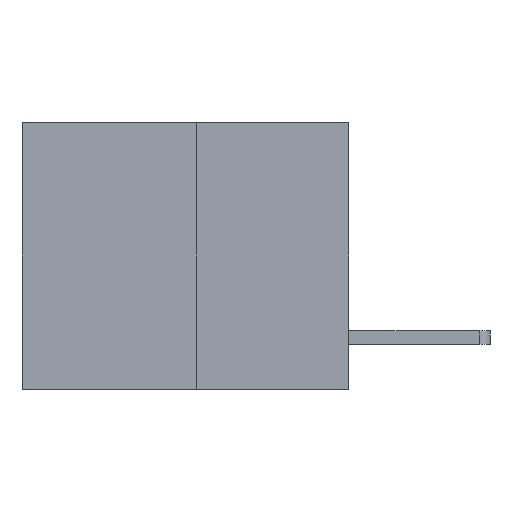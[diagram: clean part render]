
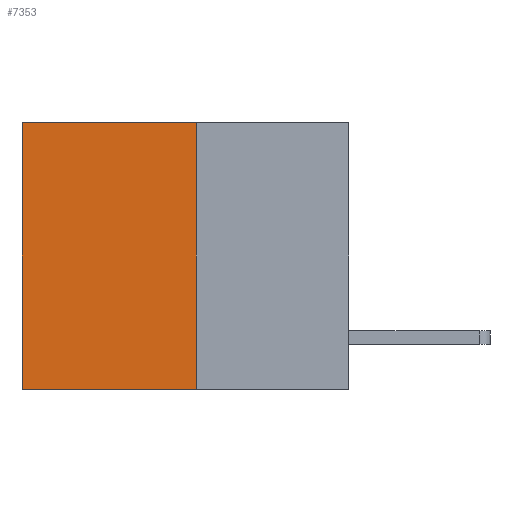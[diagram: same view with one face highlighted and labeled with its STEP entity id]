
A CAD part, left-side view. The second image highlights one B-rep face of the part: STEP entity #7353.
In plain terms, the highlighted planar face has unit normal (-1, 0, 0).
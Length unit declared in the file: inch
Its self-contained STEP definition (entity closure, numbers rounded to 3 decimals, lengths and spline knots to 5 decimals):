
#326 = CARTESIAN_POINT ( 'NONE',  ( 0.3165, 0.6, 0. ) ) ;
#836 = AXIS2_PLACEMENT_3D ( 'NONE', #4680, #6276, #4617 ) ;
#1743 = ORIENTED_EDGE ( 'NONE', *, *, #6791, .F. ) ;
#1805 = DIRECTION ( 'NONE',  ( 0., 1., 0. ) ) ;
#1827 = CARTESIAN_POINT ( 'NONE',  ( 0.3165, 0.28, 0. ) ) ;
#1897 = ORIENTED_EDGE ( 'NONE', *, *, #5468, .T. ) ;
#2092 = CARTESIAN_POINT ( 'NONE',  ( 0.3165, 0.6, -0.49 ) ) ;
#2101 = FACE_OUTER_BOUND ( 'NONE', #5352, .T. ) ;
#2531 = LINE ( 'NONE', #7349, #6195 ) ;
#2545 = ORIENTED_EDGE ( 'NONE', *, *, #6064, .F. ) ;
#2702 = VERTEX_POINT ( 'NONE', #326 ) ;
#2985 = VECTOR ( 'NONE', #5902, 39.37008 ) ;
#3112 = DIRECTION ( 'NONE',  ( 0., 1., 0. ) ) ;
#3215 = VERTEX_POINT ( 'NONE', #3986 ) ;
#3256 = VECTOR ( 'NONE', #3112, 39.37008 ) ;
#3986 = CARTESIAN_POINT ( 'NONE',  ( 0.3165, 0.28, 0. ) ) ;
#4192 = PLANE ( 'NONE',  #836 ) ;
#4349 = VERTEX_POINT ( 'NONE', #4649 ) ;
#4440 = DIRECTION ( 'NONE',  ( 0., 0., -1. ) ) ;
#4462 = EDGE_CURVE ( 'NONE', #2702, #5136, #2531, .T. ) ;
#4551 = LINE ( 'NONE', #6528, #2985 ) ;
#4581 = LINE ( 'NONE', #1827, #7406 ) ;
#4617 = DIRECTION ( 'NONE',  ( 0., 0., -1. ) ) ;
#4649 = CARTESIAN_POINT ( 'NONE',  ( 0.3165, 0.28, -0.49 ) ) ;
#4680 = CARTESIAN_POINT ( 'NONE',  ( 0.3165, 0.28, -0.49 ) ) ;
#5136 = VERTEX_POINT ( 'NONE', #2092 ) ;
#5352 = EDGE_LOOP ( 'NONE', ( #6466, #2545, #1743, #1897 ) ) ;
#5468 = EDGE_CURVE ( 'NONE', #3215, #2702, #4581, .T. ) ;
#5902 = DIRECTION ( 'NONE',  ( 0., 0., -1. ) ) ;
#6064 = EDGE_CURVE ( 'NONE', #4349, #5136, #7565, .T. ) ;
#6195 = VECTOR ( 'NONE', #4440, 39.37008 ) ;
#6266 = CARTESIAN_POINT ( 'NONE',  ( 0.3165, 0.28, -0.49 ) ) ;
#6276 = DIRECTION ( 'NONE',  ( 1., 0., 0. ) ) ;
#6466 = ORIENTED_EDGE ( 'NONE', *, *, #4462, .T. ) ;
#6528 = CARTESIAN_POINT ( 'NONE',  ( 0.3165, 0.28, -0.49 ) ) ;
#6791 = EDGE_CURVE ( 'NONE', #3215, #4349, #4551, .T. ) ;
#7349 = CARTESIAN_POINT ( 'NONE',  ( 0.3165, 0.6, -0.49 ) ) ;
#7353 = ADVANCED_FACE ( 'NONE', ( #2101 ), #4192, .F. ) ;
#7406 = VECTOR ( 'NONE', #1805, 39.37008 ) ;
#7565 = LINE ( 'NONE', #6266, #3256 ) ;
